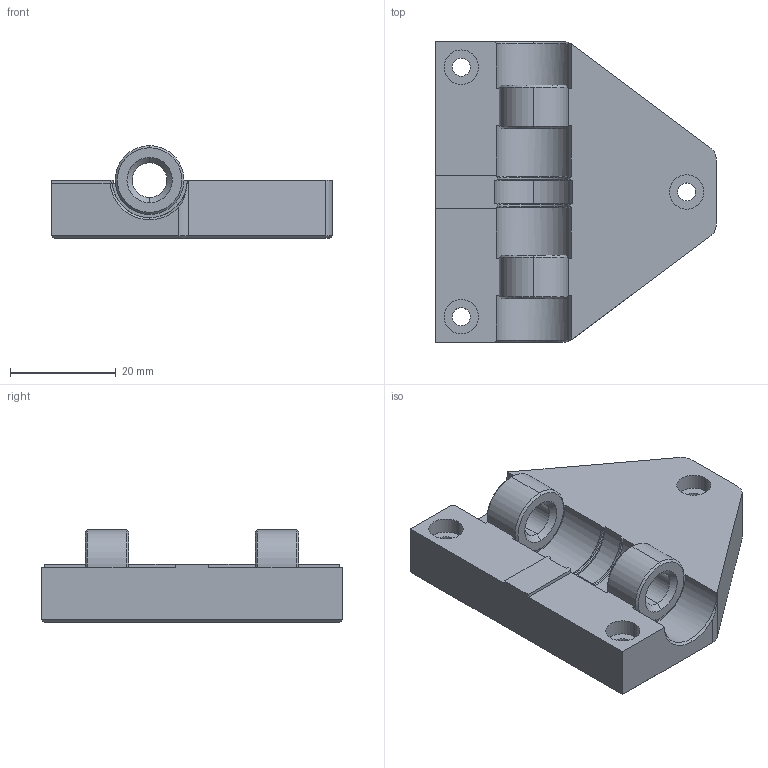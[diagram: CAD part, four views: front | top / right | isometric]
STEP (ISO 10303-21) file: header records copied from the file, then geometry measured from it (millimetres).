
FILE_DESCRIPTION (( 'STEP AP203' ), '1' );
FILE_NAME ('PR2115C_TubeGuideArm_AngledDown_RevQ.STEP', '2023-08-31T19:53:02', ( '' ), ( '' ), 'SwSTEP 2.0', 'SolidWorks 2022', '' );
FILE_SCHEMA (( 'CONFIG_CONTROL_DESIGN' ));
Length unit declared in the file: millimetre
Products named in the file (1): PR2115C_TubeGuideArm_AngledDown_RevQ
Bounding box: 53 x 56.79 x 17.5 mm (x, y, z)
Volume: 23010.6 mm3; surface area: 8343.5 mm2
Topology: 1 solids, 1 shells, 118 faces, 301 edges, 190 vertices
Faces by surface type: plane 40, cone 36, cylinder 32, bspline 10
Entity records: 4302 total; most frequent: CARTESIAN_POINT 1340, DIRECTION 603, ORIENTED_EDGE 602, EDGE_CURVE 301, AXIS2_PLACEMENT_3D 221, VERTEX_POINT 190, LINE 161, VECTOR 161
